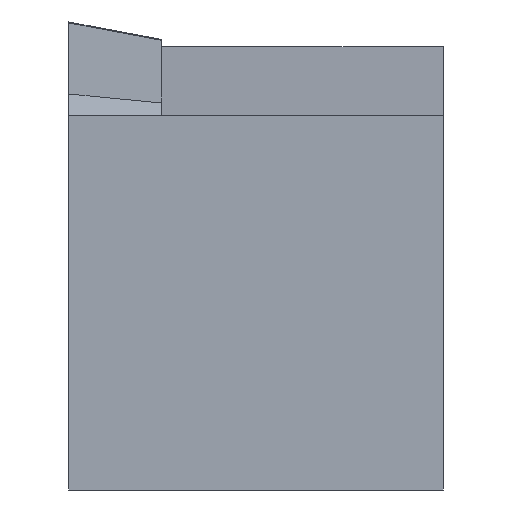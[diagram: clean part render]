
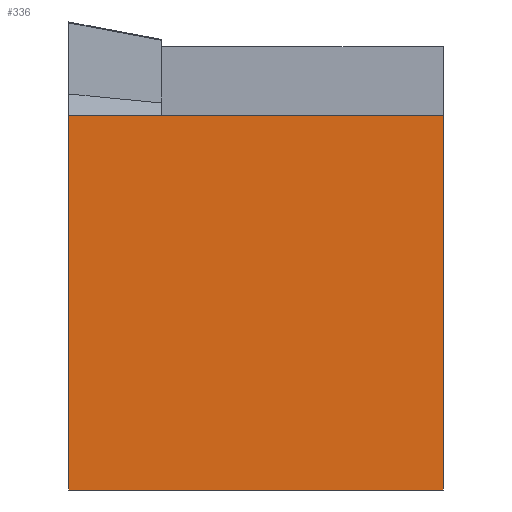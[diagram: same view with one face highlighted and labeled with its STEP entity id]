
A CAD part, left-side view. The second image highlights one B-rep face of the part: STEP entity #336.
In plain terms, the highlighted face is planar.
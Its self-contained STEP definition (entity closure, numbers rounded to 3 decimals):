
#105=DIRECTION('',(0.,1.,0.));
#106=VECTOR('',#105,16.);
#107=CARTESIAN_POINT('',(0.,0.,0.));
#108=LINE('',#107,#106);
#112=DIRECTION('',(1.,0.,0.));
#113=VECTOR('',#112,16.);
#114=CARTESIAN_POINT('',(0.,16.,0.));
#115=LINE('',#114,#113);
#119=DIRECTION('',(0.,-1.,0.));
#120=VECTOR('',#119,16.);
#121=CARTESIAN_POINT('',(16.,16.,0.));
#122=LINE('',#121,#120);
#126=DIRECTION('',(-1.,0.,0.));
#127=VECTOR('',#126,16.);
#128=CARTESIAN_POINT('',(16.,0.,0.));
#129=LINE('',#128,#127);
#287=CARTESIAN_POINT('',(16.,0.,0.));
#288=CARTESIAN_POINT('',(0.,0.,0.));
#289=VERTEX_POINT('',#287);
#290=VERTEX_POINT('',#288);
#291=CARTESIAN_POINT('',(16.,16.,0.));
#292=VERTEX_POINT('',#291);
#293=CARTESIAN_POINT('',(0.,16.,0.));
#294=VERTEX_POINT('',#293);
#321=CARTESIAN_POINT('',(0.,0.,0.));
#322=DIRECTION('',(0.,0.,-1.));
#323=DIRECTION('',(0.,1.,0.));
#324=AXIS2_PLACEMENT_3D('',#321,#322,#323);
#325=PLANE('',#324);
#327=ORIENTED_EDGE('',*,*,#326,.T.);
#329=ORIENTED_EDGE('',*,*,#328,.T.);
#331=ORIENTED_EDGE('',*,*,#330,.T.);
#333=ORIENTED_EDGE('',*,*,#332,.T.);
#334=EDGE_LOOP('',(#327,#329,#331,#333));
#335=FACE_OUTER_BOUND('',#334,.F.);
#326=EDGE_CURVE('',#290,#294,#108,.T.);
#328=EDGE_CURVE('',#294,#292,#115,.T.);
#330=EDGE_CURVE('',#292,#289,#122,.T.);
#332=EDGE_CURVE('',#289,#290,#129,.T.);
#336=ADVANCED_FACE('',(#335),#325,.F.);
